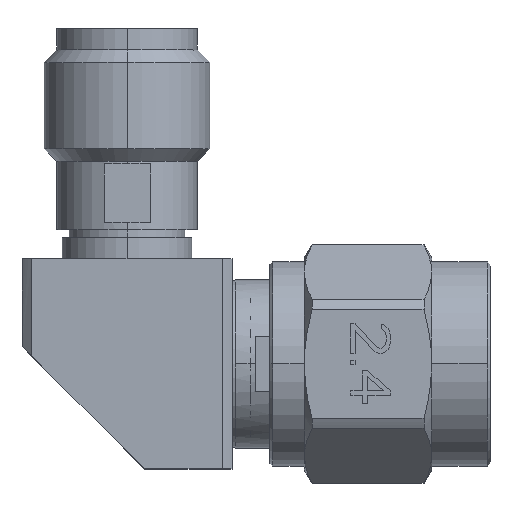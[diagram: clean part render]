
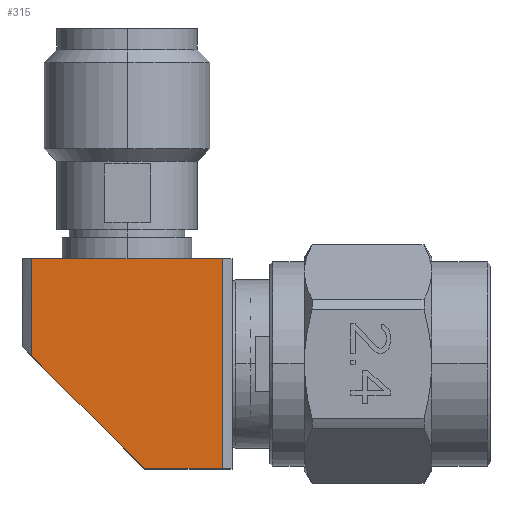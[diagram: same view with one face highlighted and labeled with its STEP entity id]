
A CAD part, top view. The second image highlights one B-rep face of the part: STEP entity #315.
In plain terms, the highlighted face is planar.
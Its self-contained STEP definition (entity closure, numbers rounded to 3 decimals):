
#143 = PLANE ( 'NONE',  #5772 ) ;
#173 = FACE_OUTER_BOUND ( 'NONE', #3037, .T. ) ;
#206 = CARTESIAN_POINT ( 'NONE',  ( 0.297, -3.597, -3.96 ) ) ;
#315 = ADVANCED_FACE ( 'NONE', ( #173 ), #143, .F. ) ;
#411 = VECTOR ( 'NONE', #2485, 1000. ) ;
#505 = CARTESIAN_POINT ( 'NONE',  ( 3.96, -3.96, -3.96 ) ) ;
#558 = VERTEX_POINT ( 'NONE', #2040 ) ;
#569 = ORIENTED_EDGE ( 'NONE', *, *, #5632, .F. ) ;
#616 = LINE ( 'NONE', #3865, #411 ) ;
#695 = VECTOR ( 'NONE', #2861, 1000. ) ;
#827 = VERTEX_POINT ( 'NONE', #3420 ) ;
#1030 = EDGE_CURVE ( 'NONE', #827, #5027, #5648, .T. ) ;
#1062 = VECTOR ( 'NONE', #1759, 1000. ) ;
#1103 = CARTESIAN_POINT ( 'NONE',  ( 0., 0., -3.96 ) ) ;
#1106 = ORIENTED_EDGE ( 'NONE', *, *, #2356, .F. ) ;
#1596 = EDGE_CURVE ( 'NONE', #3299, #827, #4554, .T. ) ;
#1730 = DIRECTION ( 'NONE',  ( 0.707, -0.707, 0. ) ) ;
#1759 = DIRECTION ( 'NONE',  ( -1., 0., 0. ) ) ;
#1819 = LINE ( 'NONE', #2712, #1062 ) ;
#1994 = DIRECTION ( 'NONE',  ( 0., 0., 1. ) ) ;
#2040 = CARTESIAN_POINT ( 'NONE',  ( -3.96, 3.597, -3.96 ) ) ;
#2356 = EDGE_CURVE ( 'NONE', #558, #5599, #616, .T. ) ;
#2485 = DIRECTION ( 'NONE',  ( 0., -1., 0. ) ) ;
#2659 = LINE ( 'NONE', #3152, #4727 ) ;
#2712 = CARTESIAN_POINT ( 'NONE',  ( 0., 3.597, -3.96 ) ) ;
#2861 = DIRECTION ( 'NONE',  ( 0., 1., 0. ) ) ;
#2895 = ORIENTED_EDGE ( 'NONE', *, *, #1030, .F. ) ;
#3037 = EDGE_LOOP ( 'NONE', ( #1106, #569, #2895, #4609, #3991 ) ) ;
#3152 = CARTESIAN_POINT ( 'NONE',  ( -3.96, 0.66, -3.96 ) ) ;
#3299 = VERTEX_POINT ( 'NONE', #206 ) ;
#3407 = DIRECTION ( 'NONE',  ( 1., 0., 0. ) ) ;
#3420 = CARTESIAN_POINT ( 'NONE',  ( 3.96, -3.597, -3.96 ) ) ;
#3679 = EDGE_CURVE ( 'NONE', #5599, #3299, #2659, .T. ) ;
#3865 = CARTESIAN_POINT ( 'NONE',  ( -3.96, 0., -3.96 ) ) ;
#3991 = ORIENTED_EDGE ( 'NONE', *, *, #3679, .F. ) ;
#4064 = CARTESIAN_POINT ( 'NONE',  ( 3.96, 3.597, -3.96 ) ) ;
#4438 = CARTESIAN_POINT ( 'NONE',  ( -3.96, 0.66, -3.96 ) ) ;
#4509 = VECTOR ( 'NONE', #5014, 1000. ) ;
#4554 = LINE ( 'NONE', #5103, #4509 ) ;
#4609 = ORIENTED_EDGE ( 'NONE', *, *, #1596, .F. ) ;
#4727 = VECTOR ( 'NONE', #1730, 1000. ) ;
#5014 = DIRECTION ( 'NONE',  ( 1., 0., 0. ) ) ;
#5027 = VERTEX_POINT ( 'NONE', #4064 ) ;
#5103 = CARTESIAN_POINT ( 'NONE',  ( 0., -3.597, -3.96 ) ) ;
#5599 = VERTEX_POINT ( 'NONE', #4438 ) ;
#5632 = EDGE_CURVE ( 'NONE', #5027, #558, #1819, .T. ) ;
#5648 = LINE ( 'NONE', #505, #695 ) ;
#5772 = AXIS2_PLACEMENT_3D ( 'NONE', #1103, #1994, #3407 ) ;
